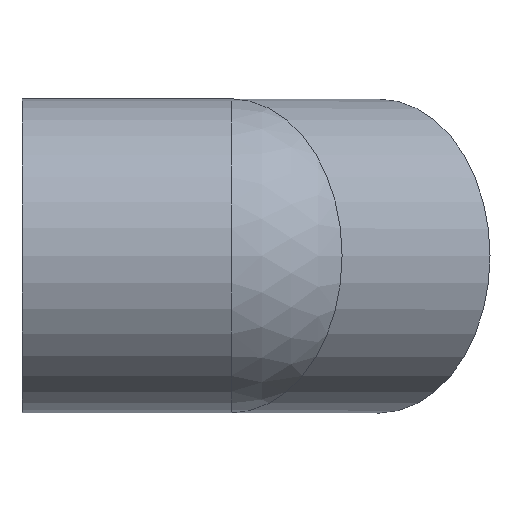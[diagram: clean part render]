
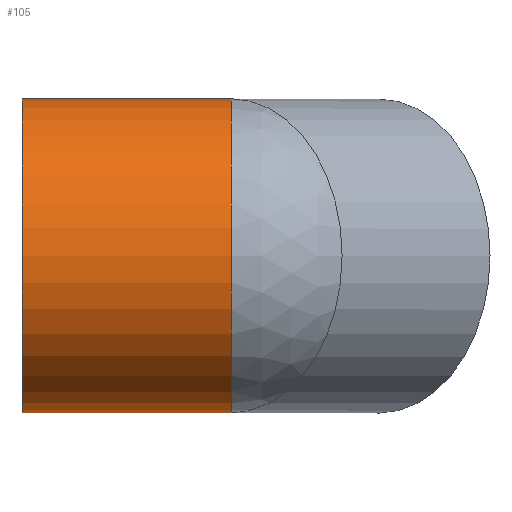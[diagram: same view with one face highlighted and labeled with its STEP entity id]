
A CAD part, top view. The second image highlights one B-rep face of the part: STEP entity #105.
In plain terms, the highlighted cylindrical face has radius 37.5 mm (diameter 75 mm), a full revolution.
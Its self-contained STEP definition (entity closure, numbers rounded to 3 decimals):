
#26=CIRCLE('',#130,37.5);
#27=CIRCLE('',#132,37.5);
#35=ORIENTED_EDGE('',*,*,#55,.F.);
#36=ORIENTED_EDGE('',*,*,#56,.F.);
#37=ORIENTED_EDGE('',*,*,#57,.T.);
#55=EDGE_CURVE('',#65,#66,#26,.T.);
#56=EDGE_CURVE('',#66,#65,#71,.T.);
#57=EDGE_CURVE('',#67,#67,#27,.T.);
#65=VERTEX_POINT('',#191);
#66=VERTEX_POINT('',#192);
#67=VERTEX_POINT('',#195);
#71=ELLIPSE('',#131,40.59,37.5);
#74=EDGE_LOOP('',(#35,#36));
#75=EDGE_LOOP('',(#37));
#88=FACE_BOUND('',#74,.T.);
#89=FACE_BOUND('',#75,.T.);
#101=CYLINDRICAL_SURFACE('',#129,37.5);
#105=ADVANCED_FACE('',(#88,#89),#101,.T.);
#129=AXIS2_PLACEMENT_3D('',#189,#153,#154);
#130=AXIS2_PLACEMENT_3D('',#190,#155,#156);
#131=AXIS2_PLACEMENT_3D('',#193,#157,#158);
#132=AXIS2_PLACEMENT_3D('',#194,#159,#160);
#153=DIRECTION('',(1.,0.,0.));
#154=DIRECTION('',(0.,0.,-1.));
#155=DIRECTION('',(1.,0.,0.));
#156=DIRECTION('',(0.,0.,-1.));
#157=DIRECTION('',(0.924,0.,-0.383));
#158=DIRECTION('',(0.383,0.,0.924));
#159=DIRECTION('',(1.,0.,0.));
#160=DIRECTION('',(0.,0.,-1.));
#189=CARTESIAN_POINT('',(87.5,0.,0.));
#190=CARTESIAN_POINT('',(50.,0.,0.));
#191=CARTESIAN_POINT('',(50.,37.5,0.));
#192=CARTESIAN_POINT('',(50.,-37.5,0.));
#193=CARTESIAN_POINT('',(50.,0.,0.));
#194=CARTESIAN_POINT('',(0.,0.,0.));
#195=CARTESIAN_POINT('',(0.,0.,-37.5));
